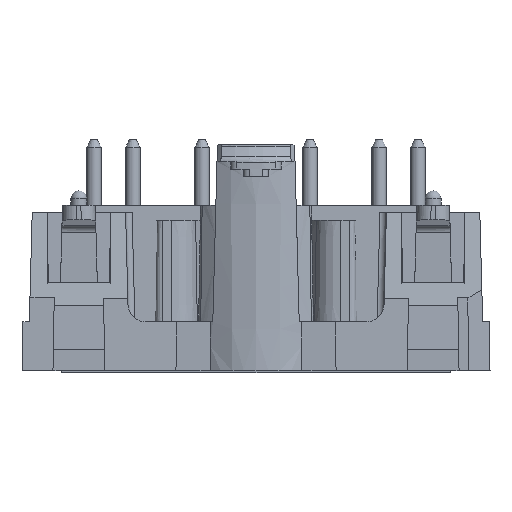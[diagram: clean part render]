
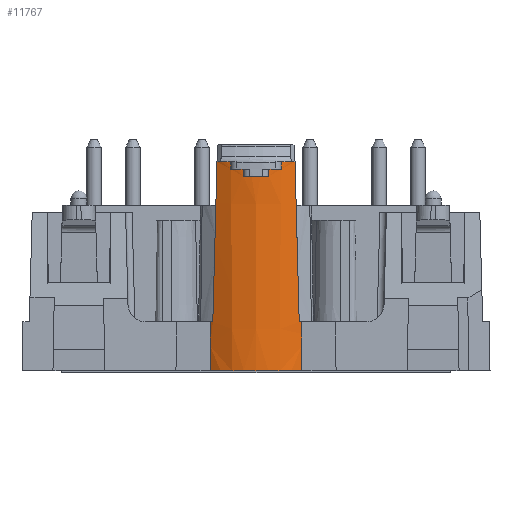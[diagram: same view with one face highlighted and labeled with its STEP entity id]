
A CAD part, left-side view. The second image highlights one B-rep face of the part: STEP entity #11767.
In plain terms, the highlighted conical face has half-angle 0.516 degrees and reference radius 5.5 mm.
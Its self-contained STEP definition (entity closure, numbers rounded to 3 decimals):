
#54=CONICAL_SURFACE('',#16389,5.5,0.009);
#190=CIRCLE('',#16103,5.469);
#241=CIRCLE('',#16293,5.5);
#242=CIRCLE('',#16297,5.6);
#243=CIRCLE('',#16300,5.595);
#244=CIRCLE('',#16303,5.591);
#245=CIRCLE('',#16306,5.595);
#246=CIRCLE('',#16309,5.6);
#248=CIRCLE('',#16315,5.5);
#595=ELLIPSE('',#16295,283.039,6.957);
#596=ELLIPSE('',#16311,283.039,6.957);
#619=ELLIPSE('',#16388,248.172,3.71);
#620=ELLIPSE('',#16390,248.172,3.71);
#803=B_SPLINE_CURVE_WITH_KNOTS('',3,(#24206,#24207,#24208,#24209),
 .UNSPECIFIED.,.F.,.F.,(4,4),(0.002,0.002),
 .UNSPECIFIED.);
#804=B_SPLINE_CURVE_WITH_KNOTS('',3,(#24217,#24218,#24219,#24220),
 .UNSPECIFIED.,.F.,.F.,(4,4),(0.002,0.003),
 .UNSPECIFIED.);
#805=B_SPLINE_CURVE_WITH_KNOTS('',3,(#24228,#24229,#24230,#24231),
 .UNSPECIFIED.,.F.,.F.,(4,4),(0.002,0.002),
 .UNSPECIFIED.);
#806=B_SPLINE_CURVE_WITH_KNOTS('',3,(#24239,#24240,#24241,#24242),
 .UNSPECIFIED.,.F.,.F.,(4,4),(0.002,0.002),
 .UNSPECIFIED.);
#3626=ORIENTED_EDGE('',*,*,#5285,.F.);
#3627=ORIENTED_EDGE('',*,*,#5720,.F.);
#3628=ORIENTED_EDGE('',*,*,#5594,.T.);
#3629=ORIENTED_EDGE('',*,*,#5591,.F.);
#3630=ORIENTED_EDGE('',*,*,#5589,.T.);
#3631=ORIENTED_EDGE('',*,*,#5587,.T.);
#3632=ORIENTED_EDGE('',*,*,#5585,.T.);
#3633=ORIENTED_EDGE('',*,*,#5583,.T.);
#3634=ORIENTED_EDGE('',*,*,#5581,.T.);
#3635=ORIENTED_EDGE('',*,*,#5579,.T.);
#3636=ORIENTED_EDGE('',*,*,#5577,.T.);
#3637=ORIENTED_EDGE('',*,*,#5575,.T.);
#3638=ORIENTED_EDGE('',*,*,#5573,.T.);
#3639=ORIENTED_EDGE('',*,*,#5571,.F.);
#3640=ORIENTED_EDGE('',*,*,#5570,.T.);
#3641=ORIENTED_EDGE('',*,*,#5719,.T.);
#5285=EDGE_CURVE('',#6644,#6645,#190,.F.);
#5570=EDGE_CURVE('',#6851,#6852,#241,.T.);
#5571=EDGE_CURVE('',#6851,#6853,#595,.F.);
#5573=EDGE_CURVE('',#6854,#6853,#242,.T.);
#5575=EDGE_CURVE('',#6855,#6854,#803,.T.);
#5577=EDGE_CURVE('',#6856,#6855,#243,.T.);
#5579=EDGE_CURVE('',#6857,#6856,#804,.T.);
#5581=EDGE_CURVE('',#6858,#6857,#244,.T.);
#5583=EDGE_CURVE('',#6859,#6858,#805,.T.);
#5585=EDGE_CURVE('',#6860,#6859,#245,.T.);
#5587=EDGE_CURVE('',#6861,#6860,#806,.T.);
#5589=EDGE_CURVE('',#6862,#6861,#246,.T.);
#5591=EDGE_CURVE('',#6862,#6863,#596,.F.);
#5594=EDGE_CURVE('',#6864,#6863,#248,.T.);
#5719=EDGE_CURVE('',#6852,#6645,#619,.F.);
#5720=EDGE_CURVE('',#6864,#6644,#620,.T.);
#6644=VERTEX_POINT('',#23541);
#6645=VERTEX_POINT('',#23543);
#6851=VERTEX_POINT('',#24193);
#6852=VERTEX_POINT('',#24195);
#6853=VERTEX_POINT('',#24199);
#6854=VERTEX_POINT('',#24203);
#6855=VERTEX_POINT('',#24210);
#6856=VERTEX_POINT('',#24214);
#6857=VERTEX_POINT('',#24221);
#6858=VERTEX_POINT('',#24225);
#6859=VERTEX_POINT('',#24232);
#6860=VERTEX_POINT('',#24236);
#6861=VERTEX_POINT('',#24243);
#6862=VERTEX_POINT('',#24247);
#6863=VERTEX_POINT('',#24251);
#6864=VERTEX_POINT('',#24255);
#9780=EDGE_LOOP('',(#3626,#3627,#3628,#3629,#3630,#3631,#3632,#3633,#3634,
#3635,#3636,#3637,#3638,#3639,#3640,#3641));
#10606=FACE_BOUND('',#9780,.T.);
#11767=ADVANCED_FACE('',(#10606),#54,.T.);
#16103=AXIS2_PLACEMENT_3D('',#23542,#18284,#18285);
#16293=AXIS2_PLACEMENT_3D('',#24196,#18827,#18828);
#16295=AXIS2_PLACEMENT_3D('',#24198,#18831,#18832);
#16297=AXIS2_PLACEMENT_3D('',#24202,#18836,#18837);
#16300=AXIS2_PLACEMENT_3D('',#24213,#18844,#18845);
#16303=AXIS2_PLACEMENT_3D('',#24224,#18852,#18853);
#16306=AXIS2_PLACEMENT_3D('',#24235,#18860,#18861);
#16309=AXIS2_PLACEMENT_3D('',#24246,#18868,#18869);
#16311=AXIS2_PLACEMENT_3D('',#24250,#18873,#18874);
#16315=AXIS2_PLACEMENT_3D('',#24256,#18881,#18882);
#16388=AXIS2_PLACEMENT_3D('',#24514,#19124,#19125);
#16389=AXIS2_PLACEMENT_3D('',#24515,#19126,#19127);
#16390=AXIS2_PLACEMENT_3D('',#24516,#19128,#19129);
#18284=DIRECTION('',(0.,0.,1.));
#18285=DIRECTION('',(1.,0.,0.));
#18827=DIRECTION('',(0.,0.,-1.));
#18828=DIRECTION('',(-1.,0.,0.));
#18831=DIRECTION('',(0.,-1.,-0.026));
#18832=DIRECTION('',(0.,-0.026,1.));
#18836=DIRECTION('',(0.,0.,-1.));
#18837=DIRECTION('',(-1.,0.,0.));
#18844=DIRECTION('',(0.,0.,-1.));
#18845=DIRECTION('',(-1.,0.,0.));
#18852=DIRECTION('',(0.,0.,-1.));
#18853=DIRECTION('',(-1.,0.,0.));
#18860=DIRECTION('',(0.,0.,-1.));
#18861=DIRECTION('',(-1.,0.,0.));
#18868=DIRECTION('',(0.,0.,-1.));
#18869=DIRECTION('',(-1.,0.,0.));
#18873=DIRECTION('',(0.,1.,-0.026));
#18874=DIRECTION('',(0.,0.026,1.));
#18881=DIRECTION('',(0.,0.,-1.));
#18882=DIRECTION('',(-1.,0.,0.));
#19124=DIRECTION('',(1.,0.,0.017));
#19125=DIRECTION('',(-0.017,0.,1.));
#19126=DIRECTION('',(0.,0.,1.));
#19127=DIRECTION('',(-1.,0.,0.));
#19128=DIRECTION('',(1.,0.,0.017));
#19129=DIRECTION('',(-0.017,0.,1.));
#23541=CARTESIAN_POINT('',(-31.941,-3.193,0.));
#23542=CARTESIAN_POINT('',(-27.5,0.,0.));
#23543=CARTESIAN_POINT('',(-31.941,3.193,0.));
#24193=CARTESIAN_POINT('',(-32.11,3.,3.4));
#24195=CARTESIAN_POINT('',(-32.,3.162,3.4));
#24196=CARTESIAN_POINT('',(-27.5,0.,3.4));
#24198=CARTESIAN_POINT('',(-27.5,-2.549,215.309));
#24199=CARTESIAN_POINT('',(-32.401,2.709,14.5));
#24202=CARTESIAN_POINT('',(-27.5,0.,14.5));
#24203=CARTESIAN_POINT('',(-32.82,1.75,14.5));
#24206=CARTESIAN_POINT('',(-32.815,1.75,14.));
#24207=CARTESIAN_POINT('',(-32.816,1.75,14.167));
#24208=CARTESIAN_POINT('',(-32.818,1.75,14.333));
#24209=CARTESIAN_POINT('',(-32.82,1.75,14.5));
#24210=CARTESIAN_POINT('',(-32.815,1.75,14.));
#24213=CARTESIAN_POINT('',(-27.5,0.,14.));
#24214=CARTESIAN_POINT('',(-33.023,0.9,14.));
#24217=CARTESIAN_POINT('',(-33.018,0.9,13.5));
#24218=CARTESIAN_POINT('',(-33.02,0.9,13.667));
#24219=CARTESIAN_POINT('',(-33.021,0.9,13.833));
#24220=CARTESIAN_POINT('',(-33.023,0.9,14.));
#24221=CARTESIAN_POINT('',(-33.018,0.9,13.5));
#24224=CARTESIAN_POINT('',(-27.5,0.,13.5));
#24225=CARTESIAN_POINT('',(-33.018,-0.9,13.5));
#24228=CARTESIAN_POINT('',(-33.023,-0.9,14.));
#24229=CARTESIAN_POINT('',(-33.021,-0.9,13.833));
#24230=CARTESIAN_POINT('',(-33.02,-0.9,13.667));
#24231=CARTESIAN_POINT('',(-33.018,-0.9,13.5));
#24232=CARTESIAN_POINT('',(-33.023,-0.9,14.));
#24235=CARTESIAN_POINT('',(-27.5,0.,14.));
#24236=CARTESIAN_POINT('',(-32.815,-1.75,14.));
#24239=CARTESIAN_POINT('',(-32.82,-1.75,14.5));
#24240=CARTESIAN_POINT('',(-32.818,-1.75,14.333));
#24241=CARTESIAN_POINT('',(-32.816,-1.75,14.167));
#24242=CARTESIAN_POINT('',(-32.815,-1.75,14.));
#24243=CARTESIAN_POINT('',(-32.82,-1.75,14.5));
#24246=CARTESIAN_POINT('',(-27.5,0.,14.5));
#24247=CARTESIAN_POINT('',(-32.401,-2.709,14.5));
#24250=CARTESIAN_POINT('',(-27.5,2.549,215.309));
#24251=CARTESIAN_POINT('',(-32.11,-3.,3.4));
#24255=CARTESIAN_POINT('',(-32.,-3.162,3.4));
#24256=CARTESIAN_POINT('',(-27.5,0.,3.4));
#24514=CARTESIAN_POINT('',(-29.735,0.,-126.336));
#24515=CARTESIAN_POINT('',(-27.5,0.,3.4));
#24516=CARTESIAN_POINT('',(-29.735,0.,-126.336));
